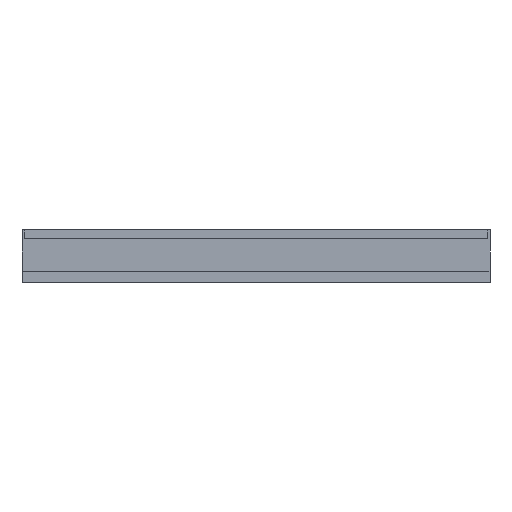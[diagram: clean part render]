
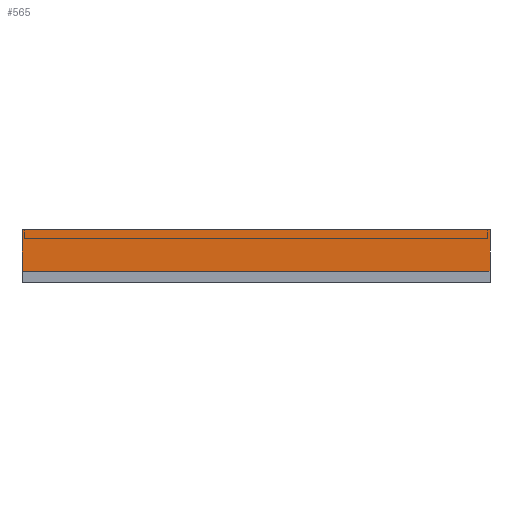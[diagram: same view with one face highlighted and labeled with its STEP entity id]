
A CAD part, left-side view. The second image highlights one B-rep face of the part: STEP entity #565.
In plain terms, the highlighted planar face has unit normal (-1, 0, 0).
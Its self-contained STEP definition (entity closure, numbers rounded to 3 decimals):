
#89 = CARTESIAN_POINT ( 'NONE',  ( 0., -5.3, 0.25 ) ) ;
#565 = ADVANCED_FACE ( 'NONE', ( #5501 ), #5034, .F. ) ;
#811 = CARTESIAN_POINT ( 'NONE',  ( 0., -10.6, 1.2 ) ) ;
#819 = EDGE_CURVE ( 'NONE', #5415, #4552, #5125, .T. ) ;
#995 = VERTEX_POINT ( 'NONE', #4442 ) ;
#1066 = LINE ( 'NONE', #89, #2343 ) ;
#1134 = ORIENTED_EDGE ( 'NONE', *, *, #2954, .T. ) ;
#1324 = VECTOR ( 'NONE', #5154, 1000. ) ;
#1492 = AXIS2_PLACEMENT_3D ( 'NONE', #4482, #1658, #2134 ) ;
#1622 = ORIENTED_EDGE ( 'NONE', *, *, #819, .F. ) ;
#1658 = DIRECTION ( 'NONE',  ( 1., 0., 0. ) ) ;
#1682 = EDGE_LOOP ( 'NONE', ( #5855, #1622, #3520, #1134 ) ) ;
#2134 = DIRECTION ( 'NONE',  ( 0., 1., 0. ) ) ;
#2343 = VECTOR ( 'NONE', #4025, 1000. ) ;
#2491 = CARTESIAN_POINT ( 'NONE',  ( 0., 0., 0.25 ) ) ;
#2800 = DIRECTION ( 'NONE',  ( 0., 0., -1. ) ) ;
#2854 = CARTESIAN_POINT ( 'NONE',  ( 0., -5.3, 1.2 ) ) ;
#2954 = EDGE_CURVE ( 'NONE', #995, #6204, #5665, .T. ) ;
#3116 = VECTOR ( 'NONE', #4635, 1000. ) ;
#3520 = ORIENTED_EDGE ( 'NONE', *, *, #4099, .F. ) ;
#3795 = LINE ( 'NONE', #2854, #1324 ) ;
#4025 = DIRECTION ( 'NONE',  ( 0., -1., 0. ) ) ;
#4099 = EDGE_CURVE ( 'NONE', #995, #5415, #3795, .T. ) ;
#4174 = CARTESIAN_POINT ( 'NONE',  ( 0., -10.6, 0.25 ) ) ;
#4287 = CARTESIAN_POINT ( 'NONE',  ( 0., 0., 1.2 ) ) ;
#4320 = CARTESIAN_POINT ( 'NONE',  ( 0., -10.6, 1.2 ) ) ;
#4442 = CARTESIAN_POINT ( 'NONE',  ( 0., 0., 1.2 ) ) ;
#4482 = CARTESIAN_POINT ( 'NONE',  ( 0., -5.3, 1.2 ) ) ;
#4552 = VERTEX_POINT ( 'NONE', #4174 ) ;
#4635 = DIRECTION ( 'NONE',  ( 0., 0., -1. ) ) ;
#5034 = PLANE ( 'NONE',  #1492 ) ;
#5113 = VECTOR ( 'NONE', #2800, 1000. ) ;
#5125 = LINE ( 'NONE', #811, #5113 ) ;
#5154 = DIRECTION ( 'NONE',  ( 0., -1., 0. ) ) ;
#5415 = VERTEX_POINT ( 'NONE', #4320 ) ;
#5501 = FACE_OUTER_BOUND ( 'NONE', #1682, .T. ) ;
#5513 = EDGE_CURVE ( 'NONE', #6204, #4552, #1066, .T. ) ;
#5665 = LINE ( 'NONE', #4287, #3116 ) ;
#5855 = ORIENTED_EDGE ( 'NONE', *, *, #5513, .T. ) ;
#6204 = VERTEX_POINT ( 'NONE', #2491 ) ;
